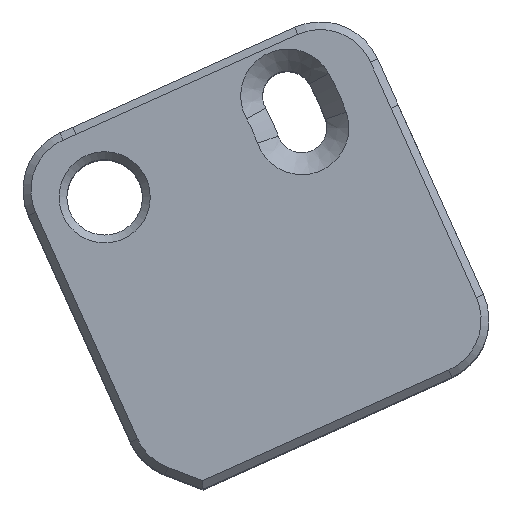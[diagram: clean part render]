
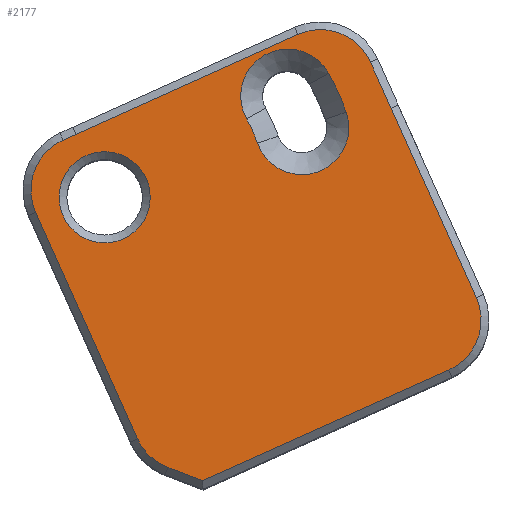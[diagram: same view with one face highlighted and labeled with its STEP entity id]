
A CAD part, top view. The second image highlights one B-rep face of the part: STEP entity #2177.
In plain terms, the highlighted planar face has unit normal (0, 0, 1).
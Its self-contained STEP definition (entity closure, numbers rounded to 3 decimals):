
#27=FACE_BOUND('',#316,.T.);
#28=FACE_BOUND('',#317,.T.);
#92=PLANE('',#2371);
#175=FACE_OUTER_BOUND('',#315,.T.);
#315=EDGE_LOOP('',(#1613,#1614,#1615,#1616,#1617,#1618,#1619,#1620,#1621,
#1622,#1623));
#316=EDGE_LOOP('',(#1624,#1625,#1626,#1627));
#317=EDGE_LOOP('',(#1628));
#488=LINE('',#3391,#696);
#489=LINE('',#3393,#697);
#490=LINE('',#3397,#698);
#491=LINE('',#3399,#699);
#492=LINE('',#3403,#700);
#493=LINE('',#3405,#701);
#494=LINE('',#3409,#702);
#696=VECTOR('',#2716,10.);
#697=VECTOR('',#2717,10.);
#698=VECTOR('',#2720,10.);
#699=VECTOR('',#2721,10.);
#700=VECTOR('',#2724,10.);
#701=VECTOR('',#2725,10.);
#702=VECTOR('',#2728,10.);
#896=CIRCLE('',#2370,2.913);
#897=CIRCLE('',#2372,3.5);
#898=CIRCLE('',#2373,3.5);
#899=CIRCLE('',#2374,3.5);
#900=CIRCLE('',#2375,3.5);
#901=CIRCLE('',#2376,3.);
#902=CIRCLE('',#2377,16.355);
#903=CIRCLE('',#2378,3.);
#904=CIRCLE('',#2379,10.355);
#1025=VERTEX_POINT('',#3385);
#1026=VERTEX_POINT('',#3389);
#1027=VERTEX_POINT('',#3390);
#1028=VERTEX_POINT('',#3392);
#1029=VERTEX_POINT('',#3394);
#1030=VERTEX_POINT('',#3396);
#1031=VERTEX_POINT('',#3398);
#1032=VERTEX_POINT('',#3400);
#1033=VERTEX_POINT('',#3402);
#1034=VERTEX_POINT('',#3404);
#1035=VERTEX_POINT('',#3406);
#1036=VERTEX_POINT('',#3408);
#1037=VERTEX_POINT('',#3411);
#1038=VERTEX_POINT('',#3412);
#1039=VERTEX_POINT('',#3414);
#1040=VERTEX_POINT('',#3416);
#1243=EDGE_CURVE('',#1025,#1025,#896,.T.);
#1244=EDGE_CURVE('',#1026,#1027,#488,.T.);
#1245=EDGE_CURVE('',#1028,#1026,#489,.T.);
#1246=EDGE_CURVE('',#1029,#1028,#897,.T.);
#1247=EDGE_CURVE('',#1030,#1029,#490,.T.);
#1248=EDGE_CURVE('',#1031,#1030,#491,.T.);
#1249=EDGE_CURVE('',#1032,#1031,#898,.T.);
#1250=EDGE_CURVE('',#1033,#1032,#492,.T.);
#1251=EDGE_CURVE('',#1034,#1033,#493,.T.);
#1252=EDGE_CURVE('',#1035,#1034,#899,.T.);
#1253=EDGE_CURVE('',#1036,#1035,#494,.T.);
#1254=EDGE_CURVE('',#1027,#1036,#900,.T.);
#1255=EDGE_CURVE('',#1037,#1038,#901,.T.);
#1256=EDGE_CURVE('',#1039,#1037,#902,.T.);
#1257=EDGE_CURVE('',#1040,#1039,#903,.T.);
#1258=EDGE_CURVE('',#1038,#1040,#904,.T.);
#1613=ORIENTED_EDGE('',*,*,#1244,.F.);
#1614=ORIENTED_EDGE('',*,*,#1245,.F.);
#1615=ORIENTED_EDGE('',*,*,#1246,.F.);
#1616=ORIENTED_EDGE('',*,*,#1247,.F.);
#1617=ORIENTED_EDGE('',*,*,#1248,.F.);
#1618=ORIENTED_EDGE('',*,*,#1249,.F.);
#1619=ORIENTED_EDGE('',*,*,#1250,.F.);
#1620=ORIENTED_EDGE('',*,*,#1251,.F.);
#1621=ORIENTED_EDGE('',*,*,#1252,.F.);
#1622=ORIENTED_EDGE('',*,*,#1253,.F.);
#1623=ORIENTED_EDGE('',*,*,#1254,.F.);
#1624=ORIENTED_EDGE('',*,*,#1255,.F.);
#1625=ORIENTED_EDGE('',*,*,#1256,.F.);
#1626=ORIENTED_EDGE('',*,*,#1257,.F.);
#1627=ORIENTED_EDGE('',*,*,#1258,.F.);
#1628=ORIENTED_EDGE('',*,*,#1243,.F.);
#2177=ADVANCED_FACE('',(#175,#27,#28),#92,.T.);
#2370=AXIS2_PLACEMENT_3D('',#3387,#2712,#2713);
#2371=AXIS2_PLACEMENT_3D('',#3388,#2714,#2715);
#2372=AXIS2_PLACEMENT_3D('',#3395,#2718,#2719);
#2373=AXIS2_PLACEMENT_3D('',#3401,#2722,#2723);
#2374=AXIS2_PLACEMENT_3D('',#3407,#2726,#2727);
#2375=AXIS2_PLACEMENT_3D('',#3410,#2729,#2730);
#2376=AXIS2_PLACEMENT_3D('',#3413,#2731,#2732);
#2377=AXIS2_PLACEMENT_3D('',#3415,#2733,#2734);
#2378=AXIS2_PLACEMENT_3D('',#3417,#2735,#2736);
#2379=AXIS2_PLACEMENT_3D('',#3418,#2737,#2738);
#2712=DIRECTION('center_axis',(0.,0.,
1.));
#2713=DIRECTION('ref_axis',(1.,0.,0.));
#2714=DIRECTION('center_axis',(0.,0.,
1.));
#2715=DIRECTION('ref_axis',(1.,0.,0.));
#2716=DIRECTION('',(-0.935,0.355,0.));
#2717=DIRECTION('',(-0.912,-0.41,0.));
#2718=DIRECTION('center_axis',(0.,0.,
-1.));
#2719=DIRECTION('ref_axis',(0.935,-0.355,0.));
#2720=DIRECTION('',(0.41,-0.912,0.));
#2721=DIRECTION('',(0.41,-0.912,0.));
#2722=DIRECTION('center_axis',(0.,0.,
-1.));
#2723=DIRECTION('ref_axis',(0.355,0.935,0.));
#2724=DIRECTION('',(0.912,0.41,0.));
#2725=DIRECTION('',(0.912,0.41,0.));
#2726=DIRECTION('center_axis',(0.,0.,
-1.));
#2727=DIRECTION('ref_axis',(-0.935,0.355,0.));
#2728=DIRECTION('',(-0.41,0.912,0.));
#2729=DIRECTION('center_axis',(0.,0.,
-1.));
#2730=DIRECTION('ref_axis',(-0.686,-0.728,0.));
#2731=DIRECTION('center_axis',(0.,0.,
1.));
#2732=DIRECTION('ref_axis',(-1.,0.,0.));
#2733=DIRECTION('center_axis',(0.,0.,
1.));
#2734=DIRECTION('ref_axis',(1.,0.,0.));
#2735=DIRECTION('center_axis',(0.,0.,
1.));
#2736=DIRECTION('ref_axis',(1.,0.,0.));
#2737=DIRECTION('center_axis',(0.,0.,
-1.));
#2738=DIRECTION('ref_axis',(1.,0.,0.));
#3385=CARTESIAN_POINT('',(2.335,12.025,29.47));
#3387=CARTESIAN_POINT('Origin',(5.248,12.025,29.47));
#3388=CARTESIAN_POINT('Origin',(20.778,16.413,29.47));
#3389=CARTESIAN_POINT('',(11.514,-6.076,29.47));
#3390=CARTESIAN_POINT('',(9.29,-5.233,29.47));
#3391=CARTESIAN_POINT('',(10.939,-5.858,29.47));
#3392=CARTESIAN_POINT('',(27.229,0.993,29.47));
#3393=CARTESIAN_POINT('',(26.798,0.799,29.47));
#3394=CARTESIAN_POINT('',(28.985,5.621,29.47));
#3395=CARTESIAN_POINT('Origin',(25.794,4.185,29.47));
#3396=CARTESIAN_POINT('',(23.545,17.715,29.47));
#3397=CARTESIAN_POINT('',(27.594,8.715,29.47));
#3398=CARTESIAN_POINT('',(22.216,20.669,29.47));
#3399=CARTESIAN_POINT('',(23.556,17.691,29.47));
#3400=CARTESIAN_POINT('',(17.588,22.425,29.47));
#3401=CARTESIAN_POINT('Origin',(19.024,19.233,29.47));
#3402=CARTESIAN_POINT('',(3.434,16.057,29.47));
#3403=CARTESIAN_POINT('',(10.713,19.332,29.47));
#3404=CARTESIAN_POINT('',(2.596,15.68,29.47));
#3405=CARTESIAN_POINT('',(28.88,27.504,29.47));
#3406=CARTESIAN_POINT('',(0.84,11.052,29.47));
#3407=CARTESIAN_POINT('Origin',(4.032,12.488,29.47));
#3408=CARTESIAN_POINT('',(7.34,-3.396,29.47));
#3409=CARTESIAN_POINT('',(1.703,9.134,29.47));
#3410=CARTESIAN_POINT('Origin',(10.532,-1.96,29.47));
#3411=CARTESIAN_POINT('',(19.558,19.943,29.47));
#3412=CARTESIAN_POINT('',(14.308,17.038,29.47));
#3413=CARTESIAN_POINT('Origin',(16.933,18.491,29.47));
#3414=CARTESIAN_POINT('',(20.671,17.467,29.47));
#3415=CARTESIAN_POINT('Origin',(5.248,12.025,29.47));
#3416=CARTESIAN_POINT('',(15.013,15.47,29.47));
#3417=CARTESIAN_POINT('Origin',(17.842,16.468,29.47));
#3418=CARTESIAN_POINT('Origin',(5.248,12.025,29.47));
